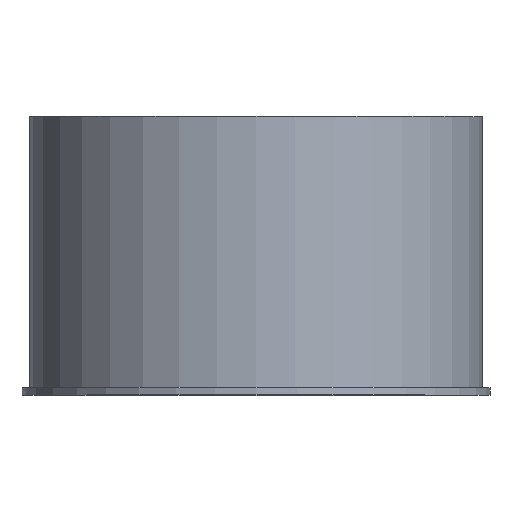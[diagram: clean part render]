
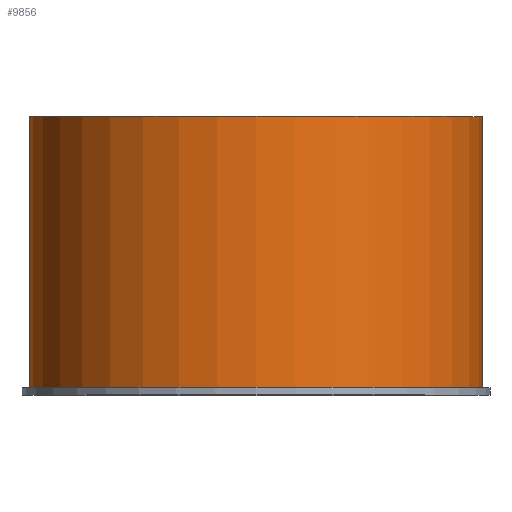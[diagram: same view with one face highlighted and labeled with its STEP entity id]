
A CAD part, top view. The second image highlights one B-rep face of the part: STEP entity #9856.
In plain terms, the highlighted cylindrical face has radius 61 mm (diameter 122 mm), a full revolution.
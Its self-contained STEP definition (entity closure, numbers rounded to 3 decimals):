
#22=CYLINDRICAL_SURFACE('',#10172,61.);
#25=CIRCLE('',#10141,61.);
#41=CIRCLE('',#10173,61.);
#1371=FACE_OUTER_BOUND('',#1954,.T.);
#1954=EDGE_LOOP('',(#9048,#9049,#9050,#9051));
#2878=LINE('',#17841,#3797);
#3797=VECTOR('',#11676,61.);
#4738=VERTEX_POINT('',#17785);
#4754=VERTEX_POINT('',#17840);
#6165=EDGE_CURVE('',#4738,#4738,#25,.T.);
#6188=EDGE_CURVE('',#4738,#4754,#2878,.T.);
#6189=EDGE_CURVE('',#4754,#4754,#41,.T.);
#9048=ORIENTED_EDGE('',*,*,#6165,.F.);
#9049=ORIENTED_EDGE('',*,*,#6188,.T.);
#9050=ORIENTED_EDGE('',*,*,#6189,.F.);
#9051=ORIENTED_EDGE('',*,*,#6188,.F.);
#9856=ADVANCED_FACE('',(#1371),#22,.T.);
#10141=AXIS2_PLACEMENT_3D('',#17786,#11605,#11606);
#10172=AXIS2_PLACEMENT_3D('',#17839,#11674,#11675);
#10173=AXIS2_PLACEMENT_3D('',#17842,#11677,#11678);
#11605=DIRECTION('center_axis',(0.,1.,0.));
#11606=DIRECTION('ref_axis',(-1.,0.,0.));
#11674=DIRECTION('center_axis',(0.,1.,0.));
#11675=DIRECTION('ref_axis',(-1.,0.,0.));
#11676=DIRECTION('',(0.,-1.,0.));
#11677=DIRECTION('center_axis',(0.,-1.,0.));
#11678=DIRECTION('ref_axis',(1.,0.,0.));
#17785=CARTESIAN_POINT('',(61.,75.,0.));
#17786=CARTESIAN_POINT('Origin',(0.,75.,0.));
#17839=CARTESIAN_POINT('Origin',(0.,0.,0.));
#17840=CARTESIAN_POINT('',(61.,2.,0.));
#17841=CARTESIAN_POINT('',(61.,0.,0.));
#17842=CARTESIAN_POINT('Origin',(0.,2.,0.));
